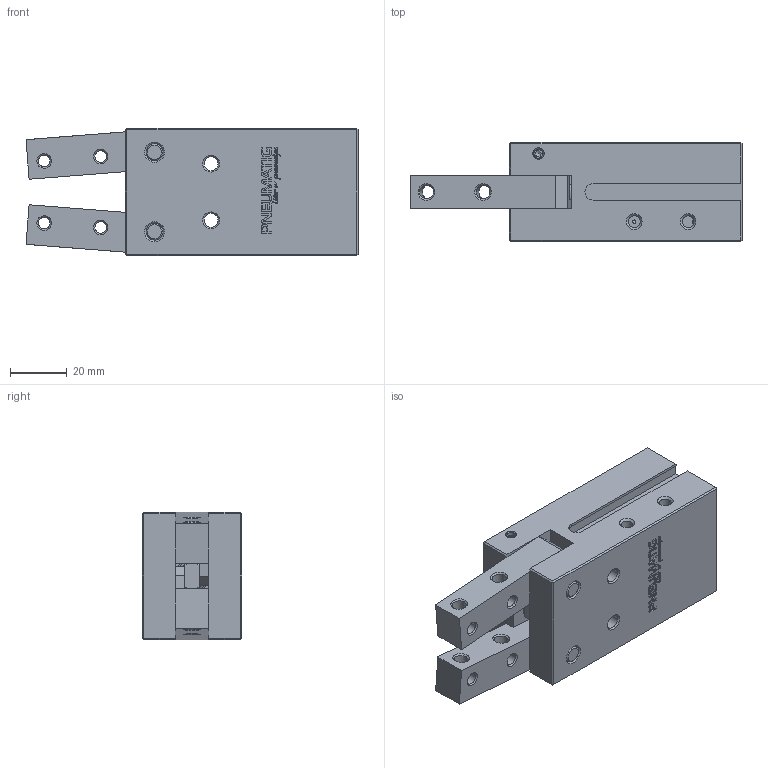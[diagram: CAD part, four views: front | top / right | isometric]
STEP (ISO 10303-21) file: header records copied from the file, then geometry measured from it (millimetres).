
FILE_DESCRIPTION(/* description */ (''),/* implementation_level */ '2;1');
FILE_NAME(/* name */ 'C-V-32-NCM.stp',/* time_stamp */ '2017-02-17T14:48:58+01:00',/* author */ (''),/* organization */ (''),/* preprocessor_version */ 'ST-DEVELOPER v15.2',/* originating_system */ 'Autodesk Translator Framework v2.0.0.5431',/* authorisation */ '');
FILE_SCHEMA (('AUTOMOTIVE_DESIGN { 1 0 10303 214 3 1 1 }'));
Products named in the file (1): (Unsaved)
Bounding box: 117.09 x 35 x 45 mm (x, y, z)
Volume: 116420.8 mm3; surface area: 46781.1 mm2
Topology: 2 solids, 13 shells, 1505 faces, 4071 edges, 2629 vertices
Faces by surface type: bspline 770, plane 516, cone 104, cylinder 94, torus 21
Full cylindrical faces by diameter (mm): 1.2 x2, 2.5 x2, 3.242 x4, 4.134 x10, 4.917 x9, 5 x2, 5.5 x2, 6 x9, 8.5 x1, 8.6 x1, 10 x1, 11 x3, 12 x4, 17.5 x2, 20 x2, 21.9 x1, 22.2 x1, 23.8 x2, 24.624 x1, 25 x1, 29.4 x1, 30 x2, 31.1 x1, 31.2 x2, 31.5 x2, 32.3 x2, 32.4 x2
Entity records: 54856 total; most frequent: CARTESIAN_POINT 23380, ORIENTED_EDGE 7680, DIRECTION 3997, EDGE_CURVE 3818, VERTEX_POINT 2567, LINE 1901, VECTOR 1901, EDGE_LOOP 1813
